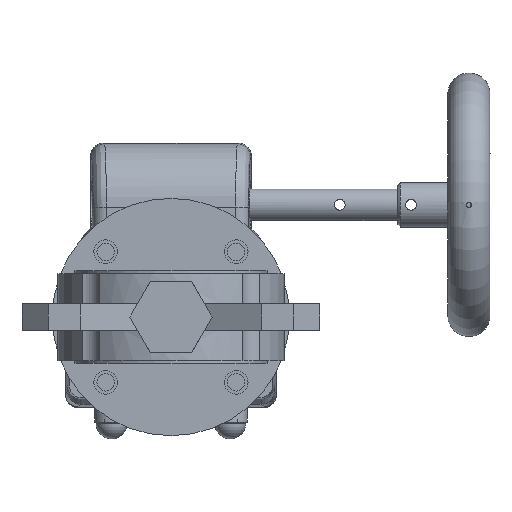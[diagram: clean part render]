
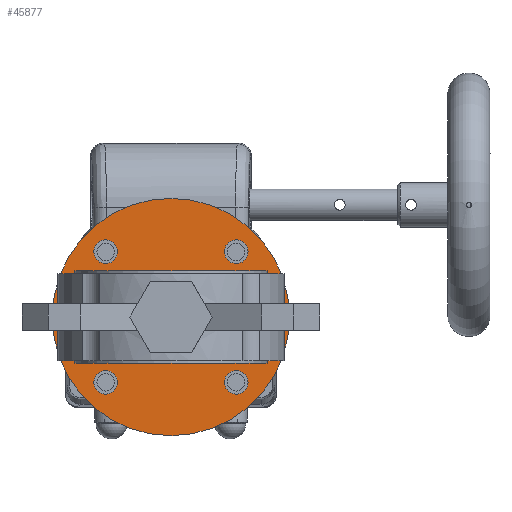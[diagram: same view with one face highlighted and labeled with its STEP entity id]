
A CAD part, front view. The second image highlights one B-rep face of the part: STEP entity #45877.
In plain terms, the highlighted planar face has unit normal (0, -1, 0).
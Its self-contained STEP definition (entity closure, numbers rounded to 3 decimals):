
#1386=PLANE('',#50293);
#1832=FACE_BOUND('',#16203,.T.);
#1833=FACE_BOUND('',#16204,.T.);
#1834=FACE_BOUND('',#16205,.T.);
#1835=FACE_BOUND('',#16206,.T.);
#1836=FACE_BOUND('',#16207,.T.);
#3553=CIRCLE('',#50202,4.5);
#3555=CIRCLE('',#50205,4.5);
#3557=CIRCLE('',#50208,4.5);
#3559=CIRCLE('',#50211,4.5);
#3562=CIRCLE('',#50215,45.);
#6738=LINE('',#156092,#9912);
#6877=LINE('',#157270,#10051);
#6878=LINE('',#157272,#10052);
#6879=LINE('',#157274,#10053);
#6880=LINE('',#157276,#10054);
#6881=LINE('',#157278,#10055);
#6882=LINE('',#157280,#10056);
#6883=LINE('',#157282,#10057);
#6884=LINE('',#157284,#10058);
#6885=LINE('',#157286,#10059);
#6886=LINE('',#157287,#10060);
#6887=LINE('',#157288,#10061);
#9912=VECTOR('',#61180,1000.);
#10051=VECTOR('',#61377,1000.);
#10052=VECTOR('',#61378,1000.);
#10053=VECTOR('',#61379,1000.);
#10054=VECTOR('',#61380,1000.);
#10055=VECTOR('',#61381,1000.);
#10056=VECTOR('',#61382,1000.);
#10057=VECTOR('',#61383,1000.);
#10058=VECTOR('',#61384,1000.);
#10059=VECTOR('',#61385,1000.);
#10060=VECTOR('',#61386,1000.);
#10061=VECTOR('',#61387,1000.);
#13375=FACE_OUTER_BOUND('',#16202,.T.);
#16202=EDGE_LOOP('',(#40644));
#16203=EDGE_LOOP('',(#40645,#40646,#40647,#40648,#40649,#40650,#40651,#40652,
#40653,#40654,#40655,#40656));
#16204=EDGE_LOOP('',(#40657));
#16205=EDGE_LOOP('',(#40658));
#16206=EDGE_LOOP('',(#40659));
#16207=EDGE_LOOP('',(#40660));
#21578=VERTEX_POINT('',#155885);
#21580=VERTEX_POINT('',#155891);
#21582=VERTEX_POINT('',#155897);
#21584=VERTEX_POINT('',#155903);
#21587=VERTEX_POINT('',#155911);
#21626=VERTEX_POINT('',#156089);
#21627=VERTEX_POINT('',#156091);
#21833=VERTEX_POINT('',#157268);
#21834=VERTEX_POINT('',#157269);
#21835=VERTEX_POINT('',#157271);
#21836=VERTEX_POINT('',#157273);
#21837=VERTEX_POINT('',#157275);
#21838=VERTEX_POINT('',#157277);
#21839=VERTEX_POINT('',#157279);
#21840=VERTEX_POINT('',#157281);
#21841=VERTEX_POINT('',#157283);
#21842=VERTEX_POINT('',#157285);
#27937=EDGE_CURVE('',#21578,#21578,#3553,.T.);
#27940=EDGE_CURVE('',#21580,#21580,#3555,.T.);
#27943=EDGE_CURVE('',#21582,#21582,#3557,.T.);
#27946=EDGE_CURVE('',#21584,#21584,#3559,.T.);
#27951=EDGE_CURVE('',#21587,#21587,#3562,.T.);
#28014=EDGE_CURVE('',#21626,#21627,#6738,.T.);
#28229=EDGE_CURVE('',#21833,#21834,#6877,.T.);
#28230=EDGE_CURVE('',#21833,#21835,#6878,.T.);
#28231=EDGE_CURVE('',#21835,#21836,#6879,.T.);
#28232=EDGE_CURVE('',#21836,#21837,#6880,.T.);
#28233=EDGE_CURVE('',#21838,#21837,#6881,.T.);
#28234=EDGE_CURVE('',#21839,#21838,#6882,.T.);
#28235=EDGE_CURVE('',#21839,#21840,#6883,.T.);
#28236=EDGE_CURVE('',#21841,#21840,#6884,.T.);
#28237=EDGE_CURVE('',#21842,#21841,#6885,.T.);
#28238=EDGE_CURVE('',#21627,#21842,#6886,.T.);
#28239=EDGE_CURVE('',#21626,#21834,#6887,.T.);
#40644=ORIENTED_EDGE('',*,*,#27951,.F.);
#40645=ORIENTED_EDGE('',*,*,#28229,.F.);
#40646=ORIENTED_EDGE('',*,*,#28230,.T.);
#40647=ORIENTED_EDGE('',*,*,#28231,.T.);
#40648=ORIENTED_EDGE('',*,*,#28232,.T.);
#40649=ORIENTED_EDGE('',*,*,#28233,.F.);
#40650=ORIENTED_EDGE('',*,*,#28234,.F.);
#40651=ORIENTED_EDGE('',*,*,#28235,.T.);
#40652=ORIENTED_EDGE('',*,*,#28236,.F.);
#40653=ORIENTED_EDGE('',*,*,#28237,.F.);
#40654=ORIENTED_EDGE('',*,*,#28238,.F.);
#40655=ORIENTED_EDGE('',*,*,#28014,.F.);
#40656=ORIENTED_EDGE('',*,*,#28239,.T.);
#40657=ORIENTED_EDGE('',*,*,#27937,.T.);
#40658=ORIENTED_EDGE('',*,*,#27940,.T.);
#40659=ORIENTED_EDGE('',*,*,#27943,.T.);
#40660=ORIENTED_EDGE('',*,*,#27946,.T.);
#45877=ADVANCED_FACE('',(#13375,#1832,#1833,#1834,#1835,#1836),#1386,.F.);
#50202=AXIS2_PLACEMENT_3D('',#155886,#61032,#61033);
#50205=AXIS2_PLACEMENT_3D('',#155892,#61039,#61040);
#50208=AXIS2_PLACEMENT_3D('',#155898,#61046,#61047);
#50211=AXIS2_PLACEMENT_3D('',#155904,#61053,#61054);
#50215=AXIS2_PLACEMENT_3D('',#155913,#61063,#61064);
#50293=AXIS2_PLACEMENT_3D('',#157267,#61375,#61376);
#61032=DIRECTION('center_axis',(0.,1.,0.));
#61033=DIRECTION('ref_axis',(0.,0.,1.));
#61039=DIRECTION('center_axis',(0.,1.,0.));
#61040=DIRECTION('ref_axis',(0.,0.,1.));
#61046=DIRECTION('center_axis',(0.,1.,0.));
#61047=DIRECTION('ref_axis',(0.,0.,1.));
#61053=DIRECTION('center_axis',(0.,1.,0.));
#61054=DIRECTION('ref_axis',(0.,0.,1.));
#61063=DIRECTION('center_axis',(0.,1.,0.));
#61064=DIRECTION('ref_axis',(0.,0.,1.));
#61180=DIRECTION('',(-1.,0.,0.));
#61375=DIRECTION('center_axis',(0.,1.,0.));
#61376=DIRECTION('ref_axis',(0.,0.,1.));
#61377=DIRECTION('',(-1.,0.,0.));
#61378=DIRECTION('',(0.,0.,-1.));
#61379=DIRECTION('',(-1.,0.,0.));
#61380=DIRECTION('',(0.,0.,-1.));
#61381=DIRECTION('',(1.,0.,0.));
#61382=DIRECTION('',(0.,0.,-1.));
#61383=DIRECTION('',(-1.,0.,0.));
#61384=DIRECTION('',(0.,0.,-1.));
#61385=DIRECTION('',(-1.,0.,0.));
#61386=DIRECTION('',(0.,0.,-1.));
#61387=DIRECTION('',(0.,0.,-1.));
#155885=CARTESIAN_POINT('',(-24.749,101.,-29.249));
#155886=CARTESIAN_POINT('Origin',(-24.749,101.,-24.749));
#155891=CARTESIAN_POINT('',(-24.749,101.,20.249));
#155892=CARTESIAN_POINT('Origin',(-24.749,101.,24.749));
#155897=CARTESIAN_POINT('',(24.749,101.,20.249));
#155898=CARTESIAN_POINT('Origin',(24.749,101.,24.749));
#155903=CARTESIAN_POINT('',(24.749,101.,-29.249));
#155904=CARTESIAN_POINT('Origin',(24.749,101.,-24.749));
#155911=CARTESIAN_POINT('',(0.,101.,-45.));
#155913=CARTESIAN_POINT('Origin',(0.,101.,0.));
#156089=CARTESIAN_POINT('',(17.,101.,13.5));
#156091=CARTESIAN_POINT('',(-17.,101.,13.5));
#156092=CARTESIAN_POINT('',(7.794,101.,13.5));
#157267=CARTESIAN_POINT('Origin',(0.,101.,0.));
#157268=CARTESIAN_POINT('',(26.,101.,5.));
#157269=CARTESIAN_POINT('',(17.,101.,5.));
#157270=CARTESIAN_POINT('',(-26.,101.,5.));
#157271=CARTESIAN_POINT('',(26.,101.,-5.));
#157272=CARTESIAN_POINT('',(26.,101.,5.));
#157273=CARTESIAN_POINT('',(17.,101.,-5.));
#157274=CARTESIAN_POINT('',(-26.,101.,-5.));
#157275=CARTESIAN_POINT('',(17.,101.,-13.5));
#157276=CARTESIAN_POINT('',(17.,101.,13.5));
#157277=CARTESIAN_POINT('',(-17.,101.,-13.5));
#157278=CARTESIAN_POINT('',(-7.794,101.,-13.5));
#157279=CARTESIAN_POINT('',(-17.,101.,-5.));
#157280=CARTESIAN_POINT('',(-17.,101.,13.5));
#157281=CARTESIAN_POINT('',(-26.,101.,-5.));
#157282=CARTESIAN_POINT('',(-26.,101.,-5.));
#157283=CARTESIAN_POINT('',(-26.,101.,5.));
#157284=CARTESIAN_POINT('',(-26.,101.,5.));
#157285=CARTESIAN_POINT('',(-17.,101.,5.));
#157286=CARTESIAN_POINT('',(-26.,101.,5.));
#157287=CARTESIAN_POINT('',(-17.,101.,13.5));
#157288=CARTESIAN_POINT('',(17.,101.,13.5));
